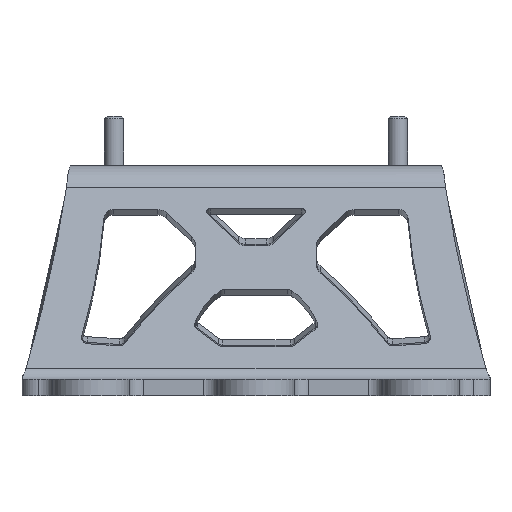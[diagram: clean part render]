
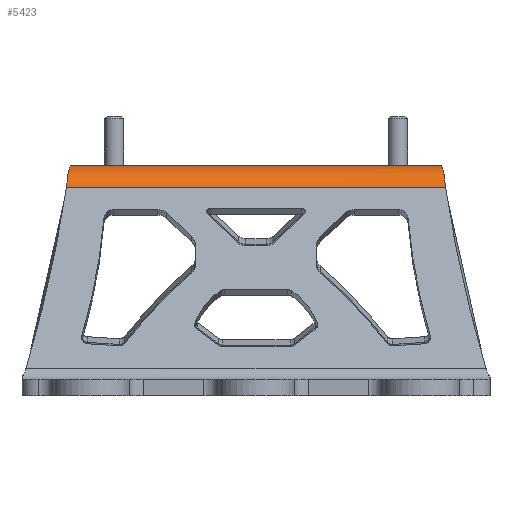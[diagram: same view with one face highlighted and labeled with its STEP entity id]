
A CAD part, left-side view. The second image highlights one B-rep face of the part: STEP entity #5423.
In plain terms, the highlighted cylindrical face has radius 10 mm (diameter 20 mm), a partial arc.
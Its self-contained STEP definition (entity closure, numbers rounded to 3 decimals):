
#163=B_SPLINE_CURVE_WITH_KNOTS('',3,(#12487,#12488,#12489,#12490),
 .UNSPECIFIED.,.F.,.F.,(4,4),(0.,0.611),.UNSPECIFIED.);
#164=B_SPLINE_CURVE_WITH_KNOTS('',3,(#12492,#12493,#12494,#12495),
 .UNSPECIFIED.,.F.,.F.,(4,4),(0.,0.),.UNSPECIFIED.);
#165=B_SPLINE_CURVE_WITH_KNOTS('',3,(#12497,#12498,#12499,#12500),
 .UNSPECIFIED.,.F.,.F.,(4,4),(-0.147,-0.138),
 .UNSPECIFIED.);
#166=B_SPLINE_CURVE_WITH_KNOTS('',3,(#12504,#12505,#12506,#12507),
 .UNSPECIFIED.,.F.,.F.,(4,4),(-0.01,0.),.UNSPECIFIED.);
#167=B_SPLINE_CURVE_WITH_KNOTS('',3,(#12509,#12510,#12511,#12512),
 .UNSPECIFIED.,.F.,.F.,(4,4),(0.,0.),.UNSPECIFIED.);
#168=B_SPLINE_CURVE_WITH_KNOTS('',3,(#12513,#12514,#12515,#12516),
 .UNSPECIFIED.,.F.,.F.,(4,4),(0.,0.611),.UNSPECIFIED.);
#328=CYLINDRICAL_SURFACE('',#5905,10.);
#700=FACE_OUTER_BOUND('',#1015,.T.);
#1015=EDGE_LOOP('',(#4536,#4537,#4538,#4539,#4540,#4541,#4542,#4543));
#1215=LINE('',#9308,#1624);
#1400=LINE('',#12502,#1809);
#1624=VECTOR('',#6353,10.);
#1809=VECTOR('',#7030,10.);
#2381=VERTEX_POINT('',#9306);
#2382=VERTEX_POINT('',#9307);
#2600=VERTEX_POINT('',#12486);
#2601=VERTEX_POINT('',#12491);
#2602=VERTEX_POINT('',#12496);
#2603=VERTEX_POINT('',#12501);
#2604=VERTEX_POINT('',#12503);
#2605=VERTEX_POINT('',#12508);
#2964=EDGE_CURVE('',#2381,#2382,#1215,.T.);
#3313=EDGE_CURVE('',#2381,#2600,#163,.T.);
#3314=EDGE_CURVE('',#2600,#2601,#164,.T.);
#3315=EDGE_CURVE('',#2601,#2602,#165,.T.);
#3316=EDGE_CURVE('',#2602,#2603,#1400,.T.);
#3317=EDGE_CURVE('',#2603,#2604,#166,.T.);
#3318=EDGE_CURVE('',#2604,#2605,#167,.T.);
#3319=EDGE_CURVE('',#2605,#2382,#168,.T.);
#4536=ORIENTED_EDGE('',*,*,#2964,.F.);
#4537=ORIENTED_EDGE('',*,*,#3313,.T.);
#4538=ORIENTED_EDGE('',*,*,#3314,.T.);
#4539=ORIENTED_EDGE('',*,*,#3315,.T.);
#4540=ORIENTED_EDGE('',*,*,#3316,.T.);
#4541=ORIENTED_EDGE('',*,*,#3317,.T.);
#4542=ORIENTED_EDGE('',*,*,#3318,.T.);
#4543=ORIENTED_EDGE('',*,*,#3319,.T.);
#5423=ADVANCED_FACE('',(#700),#328,.T.);
#5905=AXIS2_PLACEMENT_3D('',#12485,#7028,#7029);
#6353=DIRECTION('',(0.,-1.,0.));
#7028=DIRECTION('center_axis',(0.,1.,0.));
#7029=DIRECTION('ref_axis',(-0.94,0.,0.342));
#7030=DIRECTION('',(0.,-1.,0.));
#9306=CARTESIAN_POINT('',(-51.168,55.924,16.806));
#9307=CARTESIAN_POINT('',(-51.168,-55.924,16.806));
#9308=CARTESIAN_POINT('',(-51.168,0.,16.806));
#12485=CARTESIAN_POINT('Origin',(-51.168,0.,
6.806));
#12486=CARTESIAN_POINT('',(-56.903,56.845,14.998));
#12487=CARTESIAN_POINT('Ctrl Pts',(-51.168,55.924,16.806));
#12488=CARTESIAN_POINT('Ctrl Pts',(-53.204,56.231,16.806));
#12489=CARTESIAN_POINT('Ctrl Pts',(-55.235,56.538,16.166));
#12490=CARTESIAN_POINT('Ctrl Pts',(-56.903,56.845,14.998));
#12491=CARTESIAN_POINT('',(-56.903,56.842,14.998));
#12492=CARTESIAN_POINT('Ctrl Pts',(-56.903,56.845,14.998));
#12493=CARTESIAN_POINT('Ctrl Pts',(-56.903,56.844,14.998));
#12494=CARTESIAN_POINT('Ctrl Pts',(-56.903,56.843,14.998));
#12495=CARTESIAN_POINT('Ctrl Pts',(-56.903,56.842,14.998));
#12496=CARTESIAN_POINT('',(-60.565,57.445,10.226));
#12497=CARTESIAN_POINT('Ctrl Pts',(-56.903,56.842,14.998));
#12498=CARTESIAN_POINT('Ctrl Pts',(-58.573,57.036,13.829));
#12499=CARTESIAN_POINT('Ctrl Pts',(-59.869,57.237,12.138));
#12500=CARTESIAN_POINT('Ctrl Pts',(-60.565,57.445,10.226));
#12501=CARTESIAN_POINT('',(-60.565,-57.445,10.226));
#12502=CARTESIAN_POINT('',(-60.565,0.,10.226));
#12503=CARTESIAN_POINT('',(-56.903,-56.842,14.998));
#12504=CARTESIAN_POINT('Ctrl Pts',(-60.565,-57.445,
10.226));
#12505=CARTESIAN_POINT('Ctrl Pts',(-59.869,-57.237,
12.138));
#12506=CARTESIAN_POINT('Ctrl Pts',(-58.573,-57.036,
13.829));
#12507=CARTESIAN_POINT('Ctrl Pts',(-56.903,-56.842,14.998));
#12508=CARTESIAN_POINT('',(-56.901,-56.844,14.999));
#12509=CARTESIAN_POINT('Ctrl Pts',(-56.903,-56.842,14.998));
#12510=CARTESIAN_POINT('Ctrl Pts',(-56.903,-56.842,
14.998));
#12511=CARTESIAN_POINT('Ctrl Pts',(-56.902,-56.843,14.999));
#12512=CARTESIAN_POINT('Ctrl Pts',(-56.901,-56.844,
14.999));
#12513=CARTESIAN_POINT('Ctrl Pts',(-56.901,-56.844,
14.999));
#12514=CARTESIAN_POINT('Ctrl Pts',(-55.234,-56.538,16.166));
#12515=CARTESIAN_POINT('Ctrl Pts',(-53.203,-56.231,
16.806));
#12516=CARTESIAN_POINT('Ctrl Pts',(-51.168,-55.924,
16.806));
